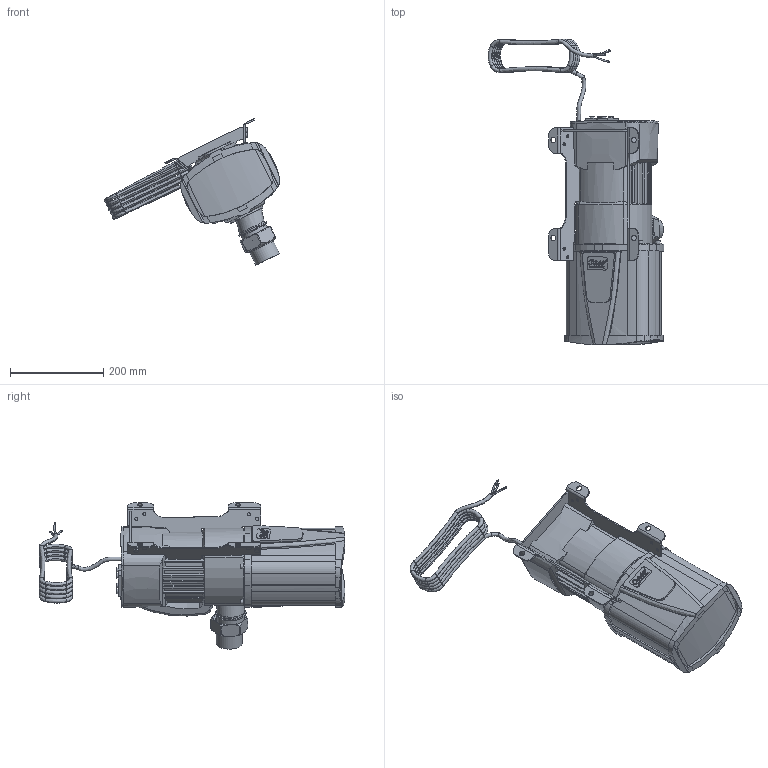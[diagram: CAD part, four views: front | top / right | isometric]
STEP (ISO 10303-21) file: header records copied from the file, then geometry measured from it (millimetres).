
FILE_DESCRIPTION(/* description */ (''),/* implementation_level */ '2;1');
FILE_NAME(/* name */ '40844_Varionaut 270.stp',/* time_stamp */ '2018-02-27T11:42:26+01:00',/* author */ ('guzb562'),/* organization */ (''),/* preprocessor_version */ 'ST-DEVELOPER v17',/* originating_system */ 'Autodesk Inventor 2018',/* authorisation */ '');
FILE_SCHEMA (('AUTOMOTIVE_DESIGN { 1 0 10303 214 3 1 1 }'));
Products named in the file (5): 40758_Varionaut 250; 40758_varionaut 270; 30068_kabel; Adapter2zoll; 40758_Filter Varionaut 270
Assembly tree (4 placements, depth 2):
  40758_Varionaut 250
    40758_varionaut 270
    30068_kabel
    Adapter2zoll
    40758_Filter Varionaut 270
Bounding box: 376.47 x 655.02 x 313.28 mm (x, y, z)
Volume: 7726550.8 mm3; surface area: 720688.4 mm2
Topology: 4 solids, 4 shells, 1333 faces, 3666 edges, 2432 vertices
Faces by surface type: plane 870, cylinder 274, bspline 160, torus 15, cone 14
Full cylindrical faces by diameter (mm): 6.4 x8, 7 x4, 7.1 x4, 9.168 x2, 9.333 x1, 9.47 x2, 9.521 x1, 9.745 x2, 10 x4, 10.025 x1, 10.168 x2, 10.195 x1, 12 x4, 21.605 x1, 48.3 x1, 49.391 x1, 50.686 x1, 51.875 x1, 56.198 x1, 56.541 x1, 57.161 x1, 59.205 x2, 59.643 x1, 60.3 x1, 65.971 x1, 67.653 x1, 116.306 x1
Entity records: 66701 total; most frequent: CARTESIAN_POINT 32957, ORIENTED_EDGE 7332, DIRECTION 6172, EDGE_CURVE 3666, LINE 2478, VECTOR 2478, VERTEX_POINT 2432, AXIS2_PLACEMENT_3D 1847
